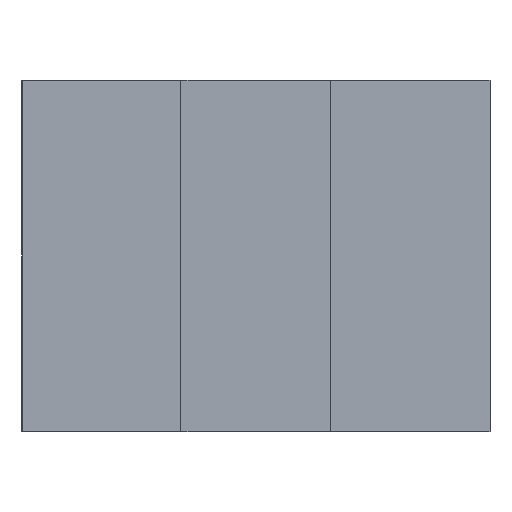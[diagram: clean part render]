
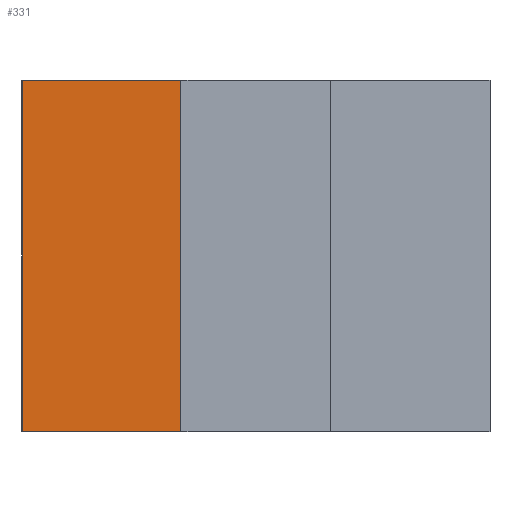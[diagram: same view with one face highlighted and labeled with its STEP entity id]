
A CAD part, front view. The second image highlights one B-rep face of the part: STEP entity #331.
In plain terms, the highlighted planar face has unit normal (0, -1, 0).
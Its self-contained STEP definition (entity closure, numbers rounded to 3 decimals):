
#21=FACE_OUTER_BOUND('',#39,.T.);
#39=EDGE_LOOP('',(#241,#242,#243,#244));
#64=LINE('',#486,#109);
#70=LINE('',#498,#115);
#71=LINE('',#500,#116);
#72=LINE('',#501,#117);
#109=VECTOR('',#399,10.);
#115=VECTOR('',#407,10.);
#116=VECTOR('',#408,10.);
#117=VECTOR('',#409,10.);
#151=VERTEX_POINT('',#483);
#152=VERTEX_POINT('',#485);
#157=VERTEX_POINT('',#497);
#158=VERTEX_POINT('',#499);
#184=EDGE_CURVE('',#151,#152,#64,.T.);
#190=EDGE_CURVE('',#157,#151,#70,.T.);
#191=EDGE_CURVE('',#158,#157,#71,.T.);
#192=EDGE_CURVE('',#152,#158,#72,.T.);
#241=ORIENTED_EDGE('',*,*,#184,.F.);
#242=ORIENTED_EDGE('',*,*,#190,.F.);
#243=ORIENTED_EDGE('',*,*,#191,.F.);
#244=ORIENTED_EDGE('',*,*,#192,.F.);
#313=PLANE('',#363);
#331=ADVANCED_FACE('',(#21),#313,.T.);
#363=AXIS2_PLACEMENT_3D('',#496,#405,#406);
#399=DIRECTION('',(0.,0.,1.));
#405=DIRECTION('center_axis',(0.,-1.,0.));
#406=DIRECTION('ref_axis',(0.,0.,-1.));
#407=DIRECTION('',(-1.,0.,0.));
#408=DIRECTION('',(0.,0.,-1.));
#409=DIRECTION('',(1.,0.,0.));
#483=CARTESIAN_POINT('',(169.888,-434.129,-300.575));
#485=CARTESIAN_POINT('',(169.888,-434.129,-285.575));
#486=CARTESIAN_POINT('',(169.888,-434.129,20.175));
#496=CARTESIAN_POINT('Origin',(179.878,-434.129,20.175));
#497=CARTESIAN_POINT('',(176.678,-434.129,-300.575));
#498=CARTESIAN_POINT('',(174.883,-434.129,-300.575));
#499=CARTESIAN_POINT('',(176.678,-434.129,-285.575));
#500=CARTESIAN_POINT('',(176.678,-434.129,-132.7));
#501=CARTESIAN_POINT('',(184.878,-434.129,-285.575));
